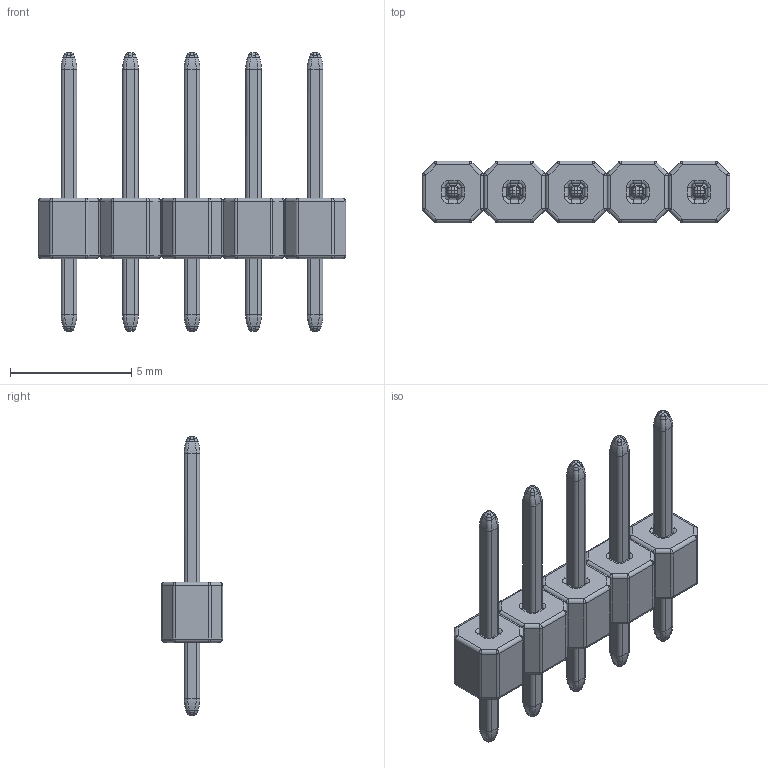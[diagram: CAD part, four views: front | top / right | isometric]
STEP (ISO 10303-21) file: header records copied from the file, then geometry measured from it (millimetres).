
FILE_DESCRIPTION(('FreeCAD Model'),'2;1');
FILE_NAME('Open CASCADE Shape Model','2023-08-10T11:59:24',(''),(''), 'Open CASCADE STEP processor 7.6','FreeCAD','Unknown');
FILE_SCHEMA(('AUTOMOTIVE_DESIGN { 1 0 10303 214 1 1 1 1 }'));
Length unit declared in the file: millimetre
Products named in the file (5): PinHead; Shroud; Shroud_SinglePin; Pins; Pins_SinglePin
Assembly tree (12 placements, depth 3):
  PinHead
    Shroud
      Shroud_SinglePin  x5
    Pins
      Pins_SinglePin  x5
Bounding box: 12.7 x 2.54 x 11.5 mm (x, y, z)
Volume: 90.4 mm3; surface area: 320.9 mm2
Topology: 10 solids, 10 shells, 660 faces, 1440 edges, 680 vertices
Faces by surface type: cylinder 320, plane 140, sphere 120, torus 40, bspline 40
Entity records: 8365 total; most frequent: CARTESIAN_POINT 2725, DIRECTION 1112, LINE 608, VECTOR 608, ORIENTED_EDGE 528, PCURVE 528, DEFINITIONAL_REPRESENTATION 528, EDGE_CURVE 264
